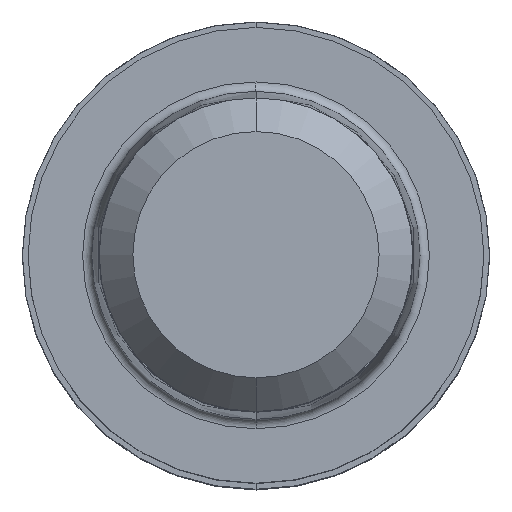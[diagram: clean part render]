
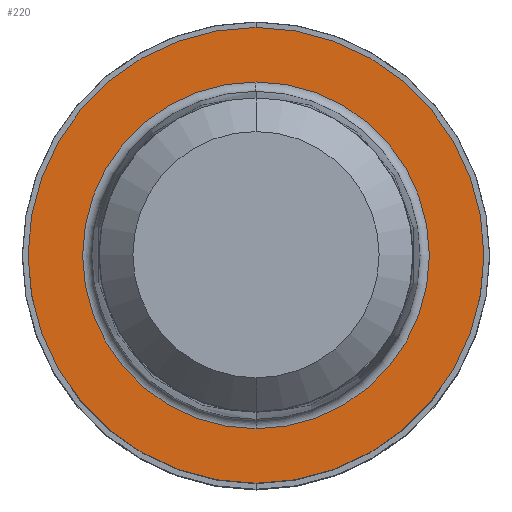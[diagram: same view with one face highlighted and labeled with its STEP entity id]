
A CAD part, top view. The second image highlights one B-rep face of the part: STEP entity #220.
In plain terms, the highlighted planar face has unit normal (0, 0, 1).
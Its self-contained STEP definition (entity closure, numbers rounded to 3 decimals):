
#170=EDGE_CURVE('',#320,#188,#460,.T.);
#188=VERTEX_POINT('',#479);
#200=EDGE_CURVE('',#424,#230,#493,.T.);
#220=ADVANCED_FACE('',(#516,#517),#518,.T.);
#230=VERTEX_POINT('',#528);
#298=EDGE_CURVE('',#230,#424,#603,.T.);
#320=VERTEX_POINT('',#627);
#336=EDGE_CURVE('',#188,#320,#645,.T.);
#424=VERTEX_POINT('',#747);
#460=CIRCLE('',#780,4.45);
#479=CARTESIAN_POINT('',(0.0,4.45,0.01));
#493=CIRCLE('',#824,5.85);
#516=FACE_OUTER_BOUND('',#855,.T.);
#517=FACE_BOUND('',#856,.T.);
#518=PLANE('',#857);
#528=CARTESIAN_POINT('',(0.0,5.85,0.01));
#603=CIRCLE('',#963,5.85);
#627=CARTESIAN_POINT('',(0.,-4.45,0.01));
#645=CIRCLE('',#1014,4.45);
#747=CARTESIAN_POINT('',(0.,-5.85,0.01));
#780=AXIS2_PLACEMENT_3D('',#1170,#1171,#1172);
#824=AXIS2_PLACEMENT_3D('',#1207,#1208,#1209);
#855=EDGE_LOOP('',(#1241,#1242));
#856=EDGE_LOOP('',(#1243,#1244));
#857=AXIS2_PLACEMENT_3D('',#1245,#1246,#1247);
#963=AXIS2_PLACEMENT_3D('',#1342,#1343,#1344);
#1014=AXIS2_PLACEMENT_3D('',#1393,#1394,#1395);
#1170=CARTESIAN_POINT('',(0.0,0.0,0.01));
#1171=DIRECTION('',(0.0,0.0,-1.0));
#1172=DIRECTION('',(0.0,1.0,0.0));
#1207=CARTESIAN_POINT('',(0.0,0.0,0.01));
#1208=DIRECTION('',(0.0,0.0,-1.0));
#1209=DIRECTION('',(0.0,1.0,0.0));
#1241=ORIENTED_EDGE('',*,*,#298,.F.);
#1242=ORIENTED_EDGE('',*,*,#200,.F.);
#1243=ORIENTED_EDGE('',*,*,#336,.T.);
#1244=ORIENTED_EDGE('',*,*,#170,.T.);
#1245=CARTESIAN_POINT('',(0.0,2.925,0.01));
#1246=DIRECTION('',(-0.0,0.0,1.0));
#1247=DIRECTION('',(0.0,-1.0,0.0));
#1342=CARTESIAN_POINT('',(0.0,0.0,0.01));
#1343=DIRECTION('',(0.0,0.0,-1.0));
#1344=DIRECTION('',(0.0,1.0,0.0));
#1393=CARTESIAN_POINT('',(0.0,0.0,0.01));
#1394=DIRECTION('',(0.0,0.0,-1.0));
#1395=DIRECTION('',(0.0,1.0,0.0));
